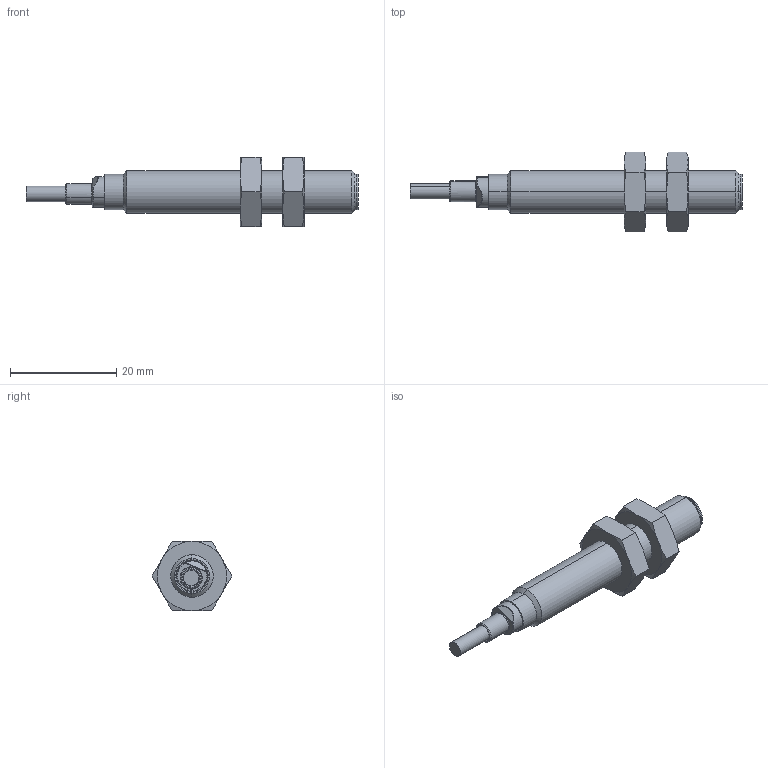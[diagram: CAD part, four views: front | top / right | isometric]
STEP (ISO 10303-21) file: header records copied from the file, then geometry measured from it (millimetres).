
FILE_DESCRIPTION (( 'STEP AP214' ), '1' );
FILE_NAME ('ME5020Z01.STEP', '2025-04-30T20:10:50', ( '' ), ( '' ), 'SwSTEP 2.0', 'SolidWorks 2024', '' );
FILE_SCHEMA (( 'AUTOMOTIVE_DESIGN' ));
Length unit declared in the file: inch
Products named in the file (1): ME5020Z01
Bounding box: 62.5 x 15.01 x 13 mm (x, y, z)
Volume: 2137.5 mm3; surface area: 3718 mm2
Topology: 6 solids, 6 shells, 170 faces, 384 edges, 233 vertices
Faces by surface type: plane 58, cone 51, cylinder 42, bspline 13, torus 6
Full cylindrical faces by diameter (mm): 6.917 x2
Entity records: 6791 total; most frequent: CARTESIAN_POINT 3125, ORIENTED_EDGE 752, DIRECTION 715, EDGE_CURVE 376, AXIS2_PLACEMENT_3D 299, VERTEX_POINT 231, EDGE_LOOP 191, FACE_OUTER_BOUND 172
